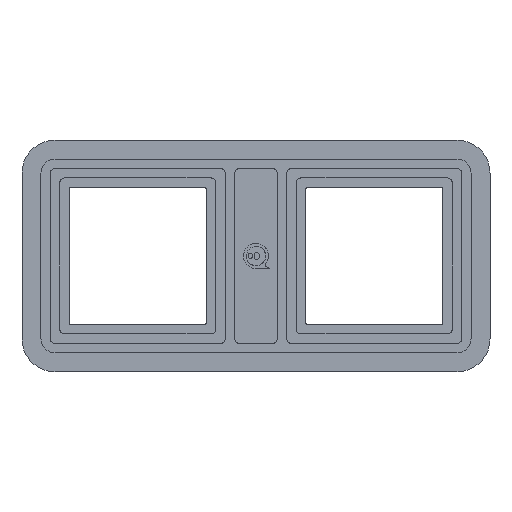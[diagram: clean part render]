
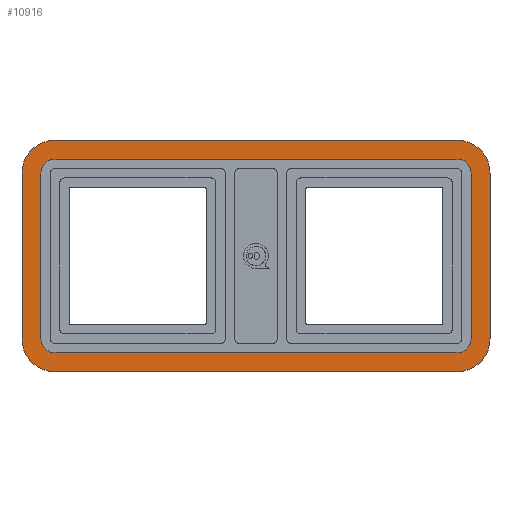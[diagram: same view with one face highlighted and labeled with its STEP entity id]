
A CAD part, top view. The second image highlights one B-rep face of the part: STEP entity #10916.
In plain terms, the highlighted planar face has unit normal (0, 0, 1).
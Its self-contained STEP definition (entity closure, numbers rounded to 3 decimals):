
#89 = ORIENTED_EDGE ( 'NONE', *, *, #11199, .T. ) ;
#356 = ORIENTED_EDGE ( 'NONE', *, *, #11184, .T. ) ;
#532 = CIRCLE ( 'NONE', #2605, 1.5 ) ;
#536 = EDGE_CURVE ( 'NONE', #7606, #6496, #1835, .T. ) ;
#577 = CARTESIAN_POINT ( 'NONE',  ( -33.75, 12.25, 0.875 ) ) ;
#624 = CARTESIAN_POINT ( 'NONE',  ( 10.25, 10.25, 0.875 ) ) ;
#888 = DIRECTION ( 'NONE',  ( 0., 0., 1. ) ) ;
#903 = CARTESIAN_POINT ( 'NONE',  ( 10.25, 8.75, 0.875 ) ) ;
#994 = DIRECTION ( 'NONE',  ( 0., 0., -1. ) ) ;
#1017 = DIRECTION ( 'NONE',  ( 1., 0., 0. ) ) ;
#1053 = EDGE_CURVE ( 'NONE', #5507, #2224, #4998, .T. ) ;
#1079 = CARTESIAN_POINT ( 'NONE',  ( -33.75, -8.75, 0.875 ) ) ;
#1092 = CARTESIAN_POINT ( 'NONE',  ( -35.25, 8.75, 0.875 ) ) ;
#1257 = DIRECTION ( 'NONE',  ( 0., 0., 1. ) ) ;
#1379 = CARTESIAN_POINT ( 'NONE',  ( -33.75, -12.25, 0.875 ) ) ;
#1498 = EDGE_CURVE ( 'NONE', #10600, #8901, #10575, .T. ) ;
#1531 = DIRECTION ( 'NONE',  ( 0., 1., 0. ) ) ;
#1559 = VECTOR ( 'NONE', #12946, 1000. ) ;
#1787 = DIRECTION ( 'NONE',  ( 0., 1., 0. ) ) ;
#1835 = CIRCLE ( 'NONE', #4629, 3.5 ) ;
#1987 = CARTESIAN_POINT ( 'NONE',  ( 8.75, 10.25, 0.875 ) ) ;
#2006 = EDGE_LOOP ( 'NONE', ( #9591, #12149, #3107, #2366, #4807, #7073, #6858, #10298 ) ) ;
#2112 = AXIS2_PLACEMENT_3D ( 'NONE', #10746, #14250, #9938 ) ;
#2122 = EDGE_CURVE ( 'NONE', #4845, #7606, #5307, .T. ) ;
#2155 = CARTESIAN_POINT ( 'NONE',  ( -33.75, 10.25, 0.875 ) ) ;
#2159 = CARTESIAN_POINT ( 'NONE',  ( 10.25, -8.75, 0.875 ) ) ;
#2170 = CARTESIAN_POINT ( 'NONE',  ( 8.75, -8.75, 0.875 ) ) ;
#2224 = VERTEX_POINT ( 'NONE', #1092 ) ;
#2274 = CARTESIAN_POINT ( 'NONE',  ( -33.75, 8.75, 0.875 ) ) ;
#2366 = ORIENTED_EDGE ( 'NONE', *, *, #11795, .F. ) ;
#2504 = AXIS2_PLACEMENT_3D ( 'NONE', #9930, #8708, #13300 ) ;
#2605 = AXIS2_PLACEMENT_3D ( 'NONE', #2677, #5001, #9424 ) ;
#2641 = EDGE_CURVE ( 'NONE', #10091, #5950, #13609, .T. ) ;
#2655 = VERTEX_POINT ( 'NONE', #12447 ) ;
#2677 = CARTESIAN_POINT ( 'NONE',  ( 8.75, 8.75, 0.875 ) ) ;
#2766 = CARTESIAN_POINT ( 'NONE',  ( 12.25, -8.75, 0.875 ) ) ;
#2923 = CARTESIAN_POINT ( 'NONE',  ( -33.75, -10.25, 0.875 ) ) ;
#3107 = ORIENTED_EDGE ( 'NONE', *, *, #1053, .T. ) ;
#3451 = AXIS2_PLACEMENT_3D ( 'NONE', #4439, #12077, #5603 ) ;
#3727 = EDGE_CURVE ( 'NONE', #5507, #12759, #12511, .T. ) ;
#3813 = CARTESIAN_POINT ( 'NONE',  ( -10.25, -10.25, 0.875 ) ) ;
#4130 = EDGE_CURVE ( 'NONE', #10091, #5401, #9941, .T. ) ;
#4236 = CARTESIAN_POINT ( 'NONE',  ( 12.25, 12.25, 0.875 ) ) ;
#4284 = DIRECTION ( 'NONE',  ( 0., 1., 0. ) ) ;
#4346 = CARTESIAN_POINT ( 'NONE',  ( -35.25, -8.75, 0.875 ) ) ;
#4349 = CARTESIAN_POINT ( 'NONE',  ( 12.25, -12.25, 0.875 ) ) ;
#4439 = CARTESIAN_POINT ( 'NONE',  ( -33.75, -8.75, 0.875 ) ) ;
#4629 = AXIS2_PLACEMENT_3D ( 'NONE', #2274, #994, #14222 ) ;
#4807 = ORIENTED_EDGE ( 'NONE', *, *, #1498, .F. ) ;
#4845 = VERTEX_POINT ( 'NONE', #10986 ) ;
#4878 = EDGE_LOOP ( 'NONE', ( #13212, #6354, #12003, #89, #356, #7983, #10895, #10697 ) ) ;
#4998 = LINE ( 'NONE', #11833, #9503 ) ;
#5001 = DIRECTION ( 'NONE',  ( 0., 0., -1. ) ) ;
#5054 = DIRECTION ( 'NONE',  ( -1., 0., 0. ) ) ;
#5307 = LINE ( 'NONE', #7569, #1559 ) ;
#5374 = LINE ( 'NONE', #8776, #5863 ) ;
#5401 = VERTEX_POINT ( 'NONE', #11463 ) ;
#5402 = DIRECTION ( 'NONE',  ( 1., 0., 0. ) ) ;
#5456 = EDGE_CURVE ( 'NONE', #10600, #5950, #532, .T. ) ;
#5480 = EDGE_CURVE ( 'NONE', #13365, #2655, #5374, .T. ) ;
#5507 = VERTEX_POINT ( 'NONE', #4346 ) ;
#5509 = DIRECTION ( 'NONE',  ( 0., 0., -1. ) ) ;
#5598 = AXIS2_PLACEMENT_3D ( 'NONE', #7422, #888, #5402 ) ;
#5603 = DIRECTION ( 'NONE',  ( -1., 0., 0. ) ) ;
#5863 = VECTOR ( 'NONE', #8640, 1000. ) ;
#5908 = CARTESIAN_POINT ( 'NONE',  ( -33.75, 8.75, 0.875 ) ) ;
#5950 = VERTEX_POINT ( 'NONE', #903 ) ;
#6215 = VECTOR ( 'NONE', #1531, 1000. ) ;
#6354 = ORIENTED_EDGE ( 'NONE', *, *, #5480, .T. ) ;
#6496 = VERTEX_POINT ( 'NONE', #577 ) ;
#6770 = CARTESIAN_POINT ( 'NONE',  ( 12.25, 8.75, 0.875 ) ) ;
#6858 = ORIENTED_EDGE ( 'NONE', *, *, #2641, .F. ) ;
#6979 = VECTOR ( 'NONE', #5054, 1000. ) ;
#7073 = ORIENTED_EDGE ( 'NONE', *, *, #5456, .T. ) ;
#7422 = CARTESIAN_POINT ( 'NONE',  ( 0., 0., 0.875 ) ) ;
#7569 = CARTESIAN_POINT ( 'NONE',  ( -37.25, -12.25, 0.875 ) ) ;
#7606 = VERTEX_POINT ( 'NONE', #8107 ) ;
#7688 = VECTOR ( 'NONE', #13036, 1000. ) ;
#7983 = ORIENTED_EDGE ( 'NONE', *, *, #10975, .T. ) ;
#8107 = CARTESIAN_POINT ( 'NONE',  ( -37.25, 8.75, 0.875 ) ) ;
#8136 = CIRCLE ( 'NONE', #10234, 3.5 ) ;
#8639 = VECTOR ( 'NONE', #11457, 1000. ) ;
#8640 = DIRECTION ( 'NONE',  ( 1., 0., 0. ) ) ;
#8708 = DIRECTION ( 'NONE',  ( 0., 0., -1. ) ) ;
#8776 = CARTESIAN_POINT ( 'NONE',  ( -12.5, -12.25, 0.875 ) ) ;
#8847 = AXIS2_PLACEMENT_3D ( 'NONE', #1079, #5509, #11842 ) ;
#8901 = VERTEX_POINT ( 'NONE', #2155 ) ;
#9076 = CIRCLE ( 'NONE', #8847, 3.5 ) ;
#9139 = EDGE_CURVE ( 'NONE', #12759, #5401, #13784, .T. ) ;
#9424 = DIRECTION ( 'NONE',  ( 1., 0., 0. ) ) ;
#9503 = VECTOR ( 'NONE', #1787, 1000. ) ;
#9591 = ORIENTED_EDGE ( 'NONE', *, *, #9139, .F. ) ;
#9596 = LINE ( 'NONE', #4236, #7688 ) ;
#9747 = FACE_BOUND ( 'NONE', #2006, .T. ) ;
#9893 = FACE_OUTER_BOUND ( 'NONE', #4878, .T. ) ;
#9930 = CARTESIAN_POINT ( 'NONE',  ( 8.75, -8.75, 0.875 ) ) ;
#9938 = DIRECTION ( 'NONE',  ( 1., 0., 0. ) ) ;
#9941 = CIRCLE ( 'NONE', #2504, 1.5 ) ;
#9994 = CIRCLE ( 'NONE', #2112, 3.5 ) ;
#10091 = VERTEX_POINT ( 'NONE', #2159 ) ;
#10234 = AXIS2_PLACEMENT_3D ( 'NONE', #2170, #11993, #1017 ) ;
#10298 = ORIENTED_EDGE ( 'NONE', *, *, #4130, .T. ) ;
#10575 = LINE ( 'NONE', #624, #6979 ) ;
#10600 = VERTEX_POINT ( 'NONE', #1987 ) ;
#10697 = ORIENTED_EDGE ( 'NONE', *, *, #2122, .F. ) ;
#10746 = CARTESIAN_POINT ( 'NONE',  ( 8.75, 8.75, 0.875 ) ) ;
#10895 = ORIENTED_EDGE ( 'NONE', *, *, #536, .F. ) ;
#10916 = ADVANCED_FACE ( 'NONE', ( #9893, #9747 ), #11787, .T. ) ;
#10975 = EDGE_CURVE ( 'NONE', #13828, #6496, #9596, .T. ) ;
#10986 = CARTESIAN_POINT ( 'NONE',  ( -37.25, -8.75, 0.875 ) ) ;
#11174 = EDGE_CURVE ( 'NONE', #2655, #13182, #8136, .T. ) ;
#11184 = EDGE_CURVE ( 'NONE', #12277, #13828, #9994, .T. ) ;
#11199 = EDGE_CURVE ( 'NONE', #13182, #12277, #14314, .T. ) ;
#11252 = EDGE_CURVE ( 'NONE', #13365, #4845, #9076, .T. ) ;
#11457 = DIRECTION ( 'NONE',  ( 1., 0., 0. ) ) ;
#11463 = CARTESIAN_POINT ( 'NONE',  ( 8.75, -10.25, 0.875 ) ) ;
#11494 = CARTESIAN_POINT ( 'NONE',  ( 10.25, -10.25, 0.875 ) ) ;
#11787 = PLANE ( 'NONE',  #5598 ) ;
#11795 = EDGE_CURVE ( 'NONE', #8901, #2224, #12543, .T. ) ;
#11833 = CARTESIAN_POINT ( 'NONE',  ( -35.25, -10.25, 0.875 ) ) ;
#11842 = DIRECTION ( 'NONE',  ( -1., 0., 0. ) ) ;
#11993 = DIRECTION ( 'NONE',  ( 0., 0., 1. ) ) ;
#12003 = ORIENTED_EDGE ( 'NONE', *, *, #11174, .T. ) ;
#12077 = DIRECTION ( 'NONE',  ( 0., 0., 1. ) ) ;
#12115 = VECTOR ( 'NONE', #4284, 1000. ) ;
#12149 = ORIENTED_EDGE ( 'NONE', *, *, #3727, .F. ) ;
#12277 = VERTEX_POINT ( 'NONE', #6770 ) ;
#12423 = CARTESIAN_POINT ( 'NONE',  ( 8.75, 12.25, 0.875 ) ) ;
#12447 = CARTESIAN_POINT ( 'NONE',  ( 8.75, -12.25, 0.875 ) ) ;
#12511 = CIRCLE ( 'NONE', #3451, 1.5 ) ;
#12543 = CIRCLE ( 'NONE', #13013, 1.5 ) ;
#12597 = DIRECTION ( 'NONE',  ( -1., 0., 0. ) ) ;
#12759 = VERTEX_POINT ( 'NONE', #2923 ) ;
#12946 = DIRECTION ( 'NONE',  ( 0., 1., 0. ) ) ;
#13013 = AXIS2_PLACEMENT_3D ( 'NONE', #5908, #1257, #12597 ) ;
#13036 = DIRECTION ( 'NONE',  ( -1., 0., 0. ) ) ;
#13182 = VERTEX_POINT ( 'NONE', #2766 ) ;
#13212 = ORIENTED_EDGE ( 'NONE', *, *, #11252, .F. ) ;
#13300 = DIRECTION ( 'NONE',  ( 1., 0., 0. ) ) ;
#13365 = VERTEX_POINT ( 'NONE', #1379 ) ;
#13609 = LINE ( 'NONE', #11494, #6215 ) ;
#13784 = LINE ( 'NONE', #3813, #8639 ) ;
#13828 = VERTEX_POINT ( 'NONE', #12423 ) ;
#14222 = DIRECTION ( 'NONE',  ( -1., 0., 0. ) ) ;
#14250 = DIRECTION ( 'NONE',  ( 0., 0., 1. ) ) ;
#14314 = LINE ( 'NONE', #4349, #12115 ) ;
